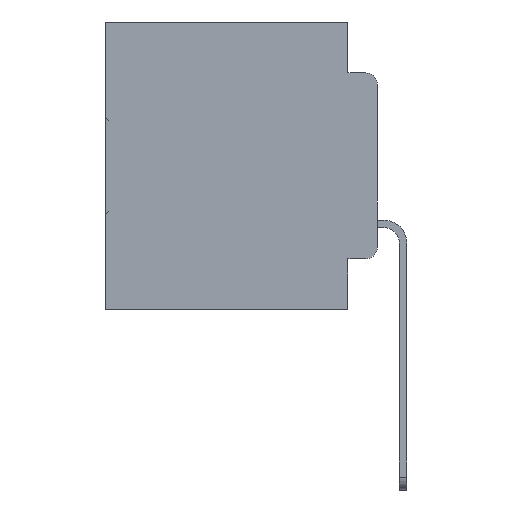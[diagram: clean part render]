
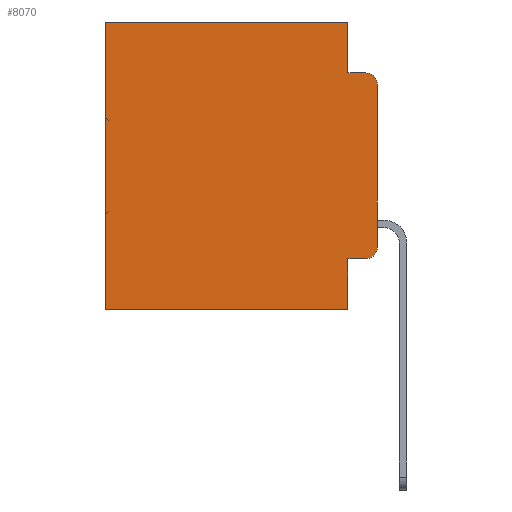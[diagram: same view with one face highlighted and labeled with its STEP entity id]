
A CAD part, left-side view. The second image highlights one B-rep face of the part: STEP entity #8070.
In plain terms, the highlighted planar face has unit normal (-1, 0, 0).
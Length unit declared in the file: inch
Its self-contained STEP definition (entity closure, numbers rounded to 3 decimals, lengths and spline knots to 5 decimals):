
#6 = ORIENTED_EDGE ( 'NONE', *, *, #451, .T. ) ;
#340 = CARTESIAN_POINT ( 'NONE',  ( 0.298, 0.051, -0.5 ) ) ;
#371 = CARTESIAN_POINT ( 'NONE',  ( 0.298, 0.02, -0.0885 ) ) ;
#387 = ORIENTED_EDGE ( 'NONE', *, *, #21847, .T. ) ;
#451 = EDGE_CURVE ( 'NONE', #23459, #5215, #16640, .T. ) ;
#845 = DIRECTION ( 'NONE',  ( 0., 0., -1. ) ) ;
#1079 = LINE ( 'NONE', #9568, #14795 ) ;
#1128 = EDGE_LOOP ( 'NONE', ( #6463, #387, #25516, #15035, #6, #6131, #6572, #23535, #28454, #30932 ) ) ;
#3195 = CARTESIAN_POINT ( 'NONE',  ( 0.298, 0.051, -0.0885 ) ) ;
#3581 = VERTEX_POINT ( 'NONE', #340 ) ;
#3635 = VERTEX_POINT ( 'NONE', #17016 ) ;
#3803 = DIRECTION ( 'NONE',  ( 0., 1., 0. ) ) ;
#3918 = CIRCLE ( 'NONE', #34368, 0.02 ) ;
#3990 = CARTESIAN_POINT ( 'NONE',  ( 0.298, 0.02, -0.1085 ) ) ;
#4482 = FACE_OUTER_BOUND ( 'NONE', #1128, .T. ) ;
#5215 = VERTEX_POINT ( 'NONE', #15471 ) ;
#5242 = DIRECTION ( 'NONE',  ( 0., 1., 0. ) ) ;
#6131 = ORIENTED_EDGE ( 'NONE', *, *, #24949, .T. ) ;
#6463 = ORIENTED_EDGE ( 'NONE', *, *, #22993, .F. ) ;
#6572 = ORIENTED_EDGE ( 'NONE', *, *, #12048, .F. ) ;
#6600 = CARTESIAN_POINT ( 'NONE',  ( 0.298, 0., -0.5 ) ) ;
#6608 = VECTOR ( 'NONE', #34753, 39.37008 ) ;
#6777 = DIRECTION ( 'NONE',  ( 0., 0., -1. ) ) ;
#6938 = CARTESIAN_POINT ( 'NONE',  ( 0.298, 0.051, -0.4115 ) ) ;
#6944 = CARTESIAN_POINT ( 'NONE',  ( 0.298, 0.051, -0.0885 ) ) ;
#7045 = CARTESIAN_POINT ( 'NONE',  ( 0.298, 0.051, -0.4115 ) ) ;
#7558 = CARTESIAN_POINT ( 'NONE',  ( 0.298, 0., 0. ) ) ;
#8070 = ADVANCED_FACE ( 'NONE', ( #4482 ), #23760, .F. ) ;
#8570 = VERTEX_POINT ( 'NONE', #33972 ) ;
#9568 = CARTESIAN_POINT ( 'NONE',  ( 0.298, 0., 0. ) ) ;
#9683 = DIRECTION ( 'NONE',  ( 0., -1., 0. ) ) ;
#9686 = DIRECTION ( 'NONE',  ( 0., -1., 0. ) ) ;
#10290 = DIRECTION ( 'NONE',  ( 0., 0., -1. ) ) ;
#10586 = CARTESIAN_POINT ( 'NONE',  ( 0.298, 0., 0. ) ) ;
#10627 = CIRCLE ( 'NONE', #15743, 0.02 ) ;
#10942 = EDGE_CURVE ( 'NONE', #26186, #32408, #14946, .T. ) ;
#11432 = VERTEX_POINT ( 'NONE', #7045 ) ;
#12029 = LINE ( 'NONE', #12214, #32514 ) ;
#12048 = EDGE_CURVE ( 'NONE', #3581, #3635, #21582, .T. ) ;
#12214 = CARTESIAN_POINT ( 'NONE',  ( 0.298, 0.051, 0. ) ) ;
#12287 = DIRECTION ( 'NONE',  ( 0., 0., -1. ) ) ;
#13419 = CARTESIAN_POINT ( 'NONE',  ( 0.298, 0.473, 0. ) ) ;
#13447 = EDGE_CURVE ( 'NONE', #23459, #26186, #31850, .T. ) ;
#14795 = VECTOR ( 'NONE', #12287, 39.37008 ) ;
#14946 = LINE ( 'NONE', #6944, #22108 ) ;
#14958 = DIRECTION ( 'NONE',  ( 0., 0., -1. ) ) ;
#15035 = ORIENTED_EDGE ( 'NONE', *, *, #13447, .F. ) ;
#15471 = CARTESIAN_POINT ( 'NONE',  ( 0.298, 0.473, 0. ) ) ;
#15548 = LINE ( 'NONE', #13419, #6608 ) ;
#15743 = AXIS2_PLACEMENT_3D ( 'NONE', #3990, #23011, #6777 ) ;
#15791 = VECTOR ( 'NONE', #5242, 39.37008 ) ;
#16273 = VERTEX_POINT ( 'NONE', #19236 ) ;
#16640 = LINE ( 'NONE', #10586, #15791 ) ;
#17016 = CARTESIAN_POINT ( 'NONE',  ( 0.298, 0.473, -0.5 ) ) ;
#17278 = DIRECTION ( 'NONE',  ( -1., 0., 0. ) ) ;
#17886 = CARTESIAN_POINT ( 'NONE',  ( 0.298, 0., -0.1085 ) ) ;
#18057 = DIRECTION ( 'NONE',  ( 0., 0., -1. ) ) ;
#18979 = LINE ( 'NONE', #6938, #26044 ) ;
#19116 = EDGE_CURVE ( 'NONE', #16273, #8570, #3918, .T. ) ;
#19236 = CARTESIAN_POINT ( 'NONE',  ( 0.298, 0.02, -0.4115 ) ) ;
#21582 = LINE ( 'NONE', #6600, #34797 ) ;
#21847 = EDGE_CURVE ( 'NONE', #23071, #32408, #10627, .T. ) ;
#22108 = VECTOR ( 'NONE', #9686, 39.37008 ) ;
#22993 = EDGE_CURVE ( 'NONE', #23071, #8570, #1079, .T. ) ;
#23011 = DIRECTION ( 'NONE',  ( -1., 0., 0. ) ) ;
#23071 = VERTEX_POINT ( 'NONE', #17886 ) ;
#23459 = VERTEX_POINT ( 'NONE', #33005 ) ;
#23470 = CARTESIAN_POINT ( 'NONE',  ( 0.298, 0.051, 0. ) ) ;
#23535 = ORIENTED_EDGE ( 'NONE', *, *, #30889, .F. ) ;
#23760 = PLANE ( 'NONE',  #25015 ) ;
#24852 = VECTOR ( 'NONE', #18057, 39.37008 ) ;
#24949 = EDGE_CURVE ( 'NONE', #5215, #3635, #15548, .T. ) ;
#25015 = AXIS2_PLACEMENT_3D ( 'NONE', #7558, #26383, #10290 ) ;
#25516 = ORIENTED_EDGE ( 'NONE', *, *, #10942, .F. ) ;
#26044 = VECTOR ( 'NONE', #9683, 39.37008 ) ;
#26186 = VERTEX_POINT ( 'NONE', #3195 ) ;
#26383 = DIRECTION ( 'NONE',  ( 1., 0., 0. ) ) ;
#28454 = ORIENTED_EDGE ( 'NONE', *, *, #29770, .T. ) ;
#29770 = EDGE_CURVE ( 'NONE', #11432, #16273, #18979, .T. ) ;
#30889 = EDGE_CURVE ( 'NONE', #11432, #3581, #12029, .T. ) ;
#30932 = ORIENTED_EDGE ( 'NONE', *, *, #19116, .T. ) ;
#31850 = LINE ( 'NONE', #23470, #24852 ) ;
#32408 = VERTEX_POINT ( 'NONE', #371 ) ;
#32514 = VECTOR ( 'NONE', #14958, 39.37008 ) ;
#33005 = CARTESIAN_POINT ( 'NONE',  ( 0.298, 0.051, 0. ) ) ;
#33168 = CARTESIAN_POINT ( 'NONE',  ( 0.298, 0.02, -0.3915 ) ) ;
#33972 = CARTESIAN_POINT ( 'NONE',  ( 0.298, 0., -0.3915 ) ) ;
#34368 = AXIS2_PLACEMENT_3D ( 'NONE', #33168, #17278, #845 ) ;
#34753 = DIRECTION ( 'NONE',  ( 0., 0., -1. ) ) ;
#34797 = VECTOR ( 'NONE', #3803, 39.37008 ) ;
